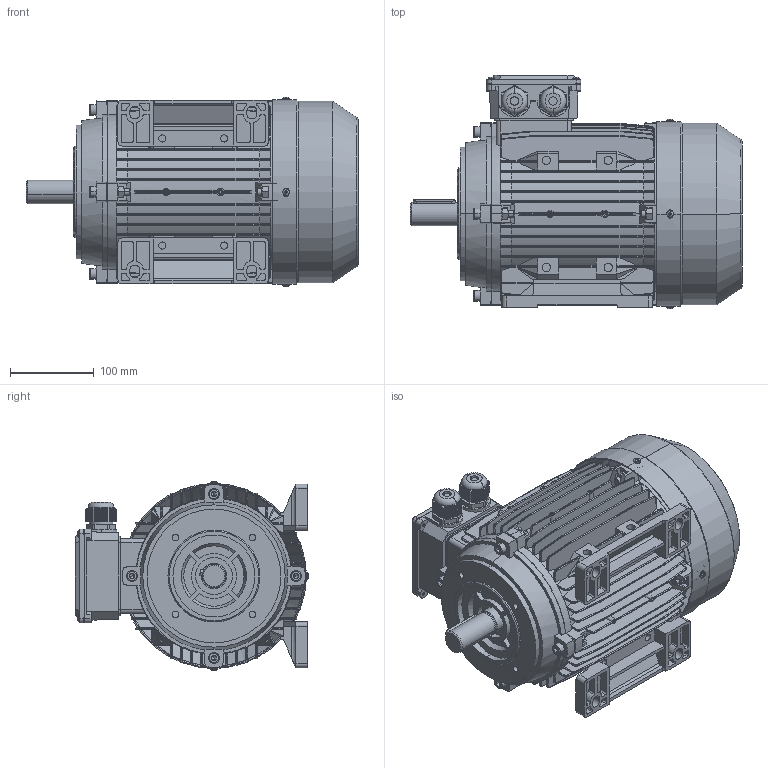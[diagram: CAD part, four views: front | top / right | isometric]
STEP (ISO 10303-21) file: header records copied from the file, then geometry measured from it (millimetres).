
FILE_DESCRIPTION (( 'STEP AP203' ), '1' );
FILE_NAME ('MS112 B34蚾饜芞.STEP', '2015-01-06T02:26:03', ( 'USER' ), ( 'MS' ), 'SwSTEP 2.0', 'SolidWorks 2008', '' );
FILE_SCHEMA (( 'CONFIG_CONTROL_DESIGN' ));
Length unit declared in the file: millimetre
Products named in the file (14): MS132接线盒座_默认; 112机壳_默认; MS132接线盒盖_默认; MS112 B14前盖_默认; MS112 底脚_默认; MS112 B34蚾饜芞; 112转轴_默认; MS112 风叶_默认; MS112 风罩_默认; MS112 后盖_默认; 112-132出线螺套_默认; Cross recessed thread forming screws GB_GB_CROSS_SCREWS_TYPE138 M4X10-N; Hexagon socket head cap screws GB_GB_FASTENER_SCREWS_HSHCS M8X40-N; Hexagon nuts grade C GB_GB_FASTENER_NUT_SNC1 M8-N
Assembly tree (36 placements, depth 2):
  MS112 B34蚾饜芞
    Hexagon nuts grade C GB_GB_FASTENER_NUT_SNC1 M8-N  x8
    Cross recessed thread forming screws GB_GB_CROSS_SCREWS_TYPE138 M4X10-N  x8
    MS112 B14前盖_默认
    MS132接线盒盖_默认
    Hexagon socket head cap screws GB_GB_FASTENER_SCREWS_HSHCS M8X40-N  x8
    MS132接线盒座_默认
    112转轴_默认
    MS112 风叶_默认
    MS112 底脚_默认  x2
    112-132出线螺套_默认  x2
    MS112 后盖_默认
    112机壳_默认
    MS112 风罩_默认
Bounding box: 397 x 279.52 x 227.04 mm (x, y, z)
Volume: 2333916.5 mm3; surface area: 1247257.7 mm2
Topology: 36 solids, 36 shells, 4557 faces, 11987 edges, 7613 vertices
Faces by surface type: plane 2601, cylinder 1295, bspline 282, cone 238, torus 87, sphere 54
Entity records: 125738 total; most frequent: CARTESIAN_POINT 34284, ORIENTED_EDGE 19600, DIRECTION 17204, EDGE_CURVE 9800, VERTEX_POINT 6208, VECTOR 6208, LINE 6208, AXIS2_PLACEMENT_3D 5498
